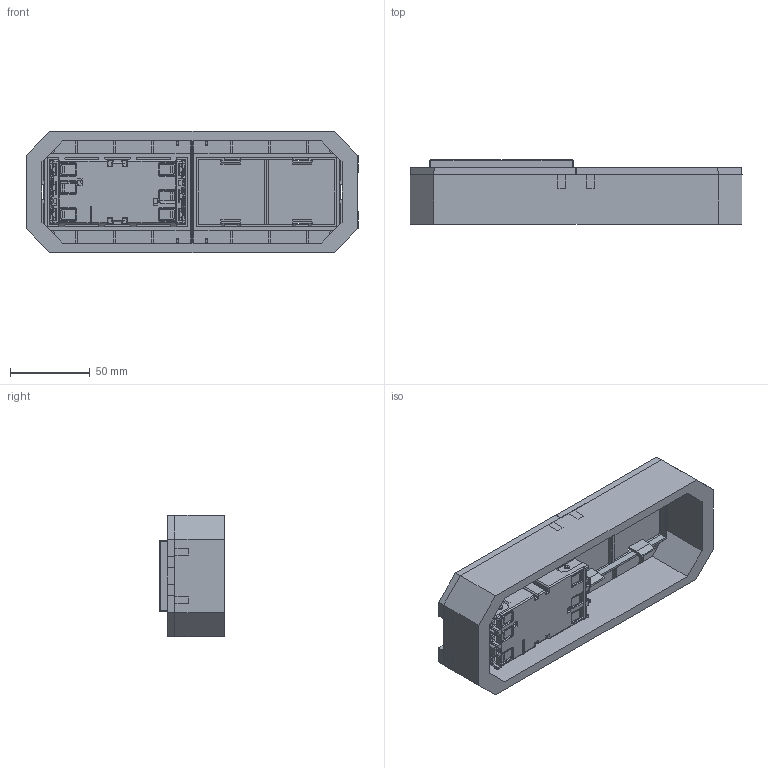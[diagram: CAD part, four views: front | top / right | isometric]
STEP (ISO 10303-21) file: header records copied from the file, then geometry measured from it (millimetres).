
FILE_DESCRIPTION (( 'STEP AP214' ), '1' );
FILE_NAME ('7404670_KSTP1.stp', '2025-10-01T11:10:05', ( '' ), ( '' ), 'SwSTEP 2.0', 'SolidWorks 2024', '' );
FILE_SCHEMA (( 'AUTOMOTIVE_DESIGN' ));
Length unit declared in the file: millimetre
Products named in the file (7): 071659_Standard; 072099_Standard; 072941_Standard; 30324E_Standard; 072095_Standard; 7404670_KSTP1; 073041_Standard
Assembly tree (8 placements, depth 3):
  7404670_KSTP1
    072941_Standard
    073041_Standard
      072099_Standard
      072095_Standard
    071659_Standard  x2
    30324E_Standard  x2
Bounding box: 208 x 40.55 x 76 mm (x, y, z)
Volume: 135479.3 mm3; surface area: 166817.6 mm2
Topology: 7 solids, 7 shells, 3847 faces, 10738 edges, 6756 vertices
Faces by surface type: plane 2143, cylinder 1272, bspline 340, cone 60, torus 32
Entity records: 131489 total; most frequent: CARTESIAN_POINT 44202, ORIENTED_EDGE 19702, DIRECTION 16137, EDGE_CURVE 9851, VECTOR 6627, LINE 6627, VERTEX_POINT 6252, AXIS2_PLACEMENT_3D 4755
